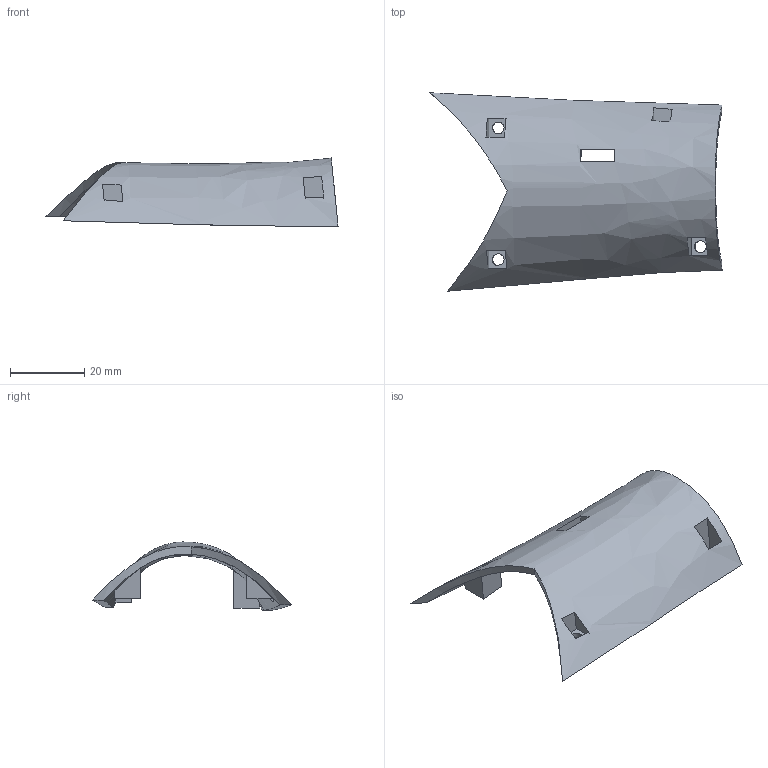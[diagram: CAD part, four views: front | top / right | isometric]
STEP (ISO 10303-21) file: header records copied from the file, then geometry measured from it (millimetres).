
FILE_DESCRIPTION (( 'STEP AP214' ), '1' );
FILE_NAME ('cover Typer c.STEP', '2025-05-25T21:23:51', ( '' ), ( '' ), 'SwSTEP 2.0', 'SolidWorks 2023', '' );
FILE_SCHEMA (( 'AUTOMOTIVE_DESIGN' ));
Length unit declared in the file: millimetre
Products named in the file (1): cover Typer c
Bounding box: 78.76 x 53.49 x 18.36 mm (x, y, z)
Volume: 7596.1 mm3; surface area: 8832.6 mm2
Topology: 1 solids, 1 shells, 63 faces, 159 edges, 106 vertices
Faces by surface type: plane 45, bspline 10, cylinder 8
Entity records: 7690 total; most frequent: CARTESIAN_POINT 6265, ORIENTED_EDGE 318, DIRECTION 220, EDGE_CURVE 159, VERTEX_POINT 106, EDGE_LOOP 81, LINE 76, VECTOR 76
